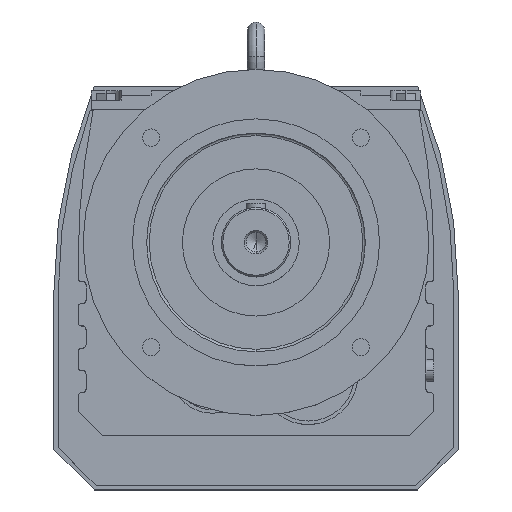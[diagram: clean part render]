
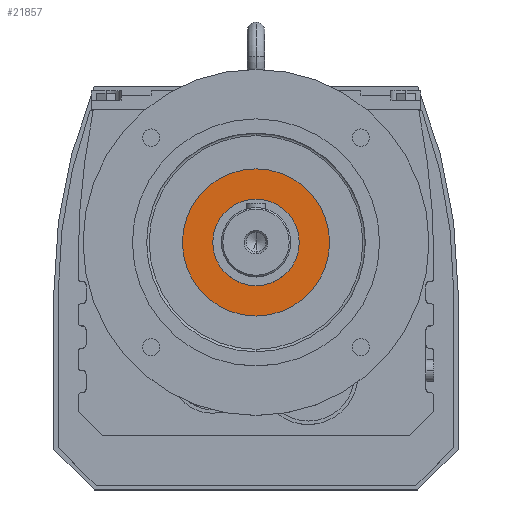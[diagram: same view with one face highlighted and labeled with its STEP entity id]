
A CAD part, top view. The second image highlights one B-rep face of the part: STEP entity #21857.
In plain terms, the highlighted planar face has unit normal (0, 0, 1).
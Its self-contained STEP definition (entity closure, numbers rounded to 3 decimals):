
#21714 = CYLINDRICAL_SURFACE('',#21715,74.419);
#21715 = AXIS2_PLACEMENT_3D('',#21716,#21717,#21718);
#21716 = CARTESIAN_POINT('',(0.,20.4,495.));
#21717 = DIRECTION('',(0.,0.,1.));
#21718 = DIRECTION('',(0.,-1.,0.));
#21744 = CYLINDRICAL_SURFACE('',#21745,74.419);
#21745 = AXIS2_PLACEMENT_3D('',#21746,#21747,#21748);
#21746 = CARTESIAN_POINT('',(0.,20.4,495.));
#21747 = DIRECTION('',(0.,0.,1.));
#21748 = DIRECTION('',(0.,-1.,0.));
#21762 = EDGE_CURVE('',#21763,#21765,#21767,.T.);
#21763 = VERTEX_POINT('',#21764);
#21764 = CARTESIAN_POINT('',(0.,-54.019,341.));
#21765 = VERTEX_POINT('',#21766);
#21766 = CARTESIAN_POINT('',(0.,94.819,341.));
#21767 = SURFACE_CURVE('',#21768,(#21773,#21779),.PCURVE_S1.);
#21768 = CIRCLE('',#21769,74.419);
#21769 = AXIS2_PLACEMENT_3D('',#21770,#21771,#21772);
#21770 = CARTESIAN_POINT('',(0.,20.4,341.));
#21771 = DIRECTION('',(0.,0.,-1.));
#21772 = DIRECTION('',(-1.,0.,0.));
#21773 = PCURVE('',#21744,#21774);
#21774 = DEFINITIONAL_REPRESENTATION('',(#21775),#21778);
#21775 = B_SPLINE_CURVE_WITH_KNOTS('',1,(#21776,#21777),.UNSPECIFIED.,
  .F.,.F.,(2,2),(4.712,7.854),
  .PIECEWISE_BEZIER_KNOTS.);
#21776 = CARTESIAN_POINT('',(6.283,-154.));
#21777 = CARTESIAN_POINT('',(3.142,-154.));
#21778 = ( GEOMETRIC_REPRESENTATION_CONTEXT(2) 
PARAMETRIC_REPRESENTATION_CONTEXT() REPRESENTATION_CONTEXT('2D SPACE',''
  ) );
#21779 = PCURVE('',#21780,#21785);
#21780 = PLANE('',#21781);
#21781 = AXIS2_PLACEMENT_3D('',#21782,#21783,#21784);
#21782 = CARTESIAN_POINT('',(-32.102,8.402,341.));
#21783 = DIRECTION('',(0.,0.,-1.));
#21784 = DIRECTION('',(-1.,0.,0.));
#21785 = DEFINITIONAL_REPRESENTATION('',(#21786),#21790);
#21786 = CIRCLE('',#21787,74.419);
#21787 = AXIS2_PLACEMENT_2D('',#21788,#21789);
#21788 = CARTESIAN_POINT('',(-32.102,11.998));
#21789 = DIRECTION('',(1.,0.));
#21790 = ( GEOMETRIC_REPRESENTATION_CONTEXT(2) 
PARAMETRIC_REPRESENTATION_CONTEXT() REPRESENTATION_CONTEXT('2D SPACE',''
  ) );
#21837 = EDGE_CURVE('',#21765,#21763,#21838,.T.);
#21838 = SURFACE_CURVE('',#21839,(#21844,#21850),.PCURVE_S1.);
#21839 = CIRCLE('',#21840,74.419);
#21840 = AXIS2_PLACEMENT_3D('',#21841,#21842,#21843);
#21841 = CARTESIAN_POINT('',(0.,20.4,341.));
#21842 = DIRECTION('',(0.,0.,-1.));
#21843 = DIRECTION('',(-1.,0.,0.));
#21844 = PCURVE('',#21714,#21845);
#21845 = DEFINITIONAL_REPRESENTATION('',(#21846),#21849);
#21846 = B_SPLINE_CURVE_WITH_KNOTS('',1,(#21847,#21848),.UNSPECIFIED.,
  .F.,.F.,(2,2),(1.571,4.712),
  .PIECEWISE_BEZIER_KNOTS.);
#21847 = CARTESIAN_POINT('',(3.142,-154.));
#21848 = CARTESIAN_POINT('',(0.,-154.));
#21849 = ( GEOMETRIC_REPRESENTATION_CONTEXT(2) 
PARAMETRIC_REPRESENTATION_CONTEXT() REPRESENTATION_CONTEXT('2D SPACE',''
  ) );
#21850 = PCURVE('',#21780,#21851);
#21851 = DEFINITIONAL_REPRESENTATION('',(#21852),#21856);
#21852 = CIRCLE('',#21853,74.419);
#21853 = AXIS2_PLACEMENT_2D('',#21854,#21855);
#21854 = CARTESIAN_POINT('',(-32.102,11.998));
#21855 = DIRECTION('',(1.,0.));
#21856 = ( GEOMETRIC_REPRESENTATION_CONTEXT(2) 
PARAMETRIC_REPRESENTATION_CONTEXT() REPRESENTATION_CONTEXT('2D SPACE',''
  ) );
#21857 = ADVANCED_FACE('',(#21858,#21924),#21780,.F.);
#21858 = FACE_BOUND('',#21859,.T.);
#21859 = EDGE_LOOP('',(#21860,#21894));
#21860 = ORIENTED_EDGE('',*,*,#21861,.F.);
#21861 = EDGE_CURVE('',#21862,#21864,#21866,.T.);
#21862 = VERTEX_POINT('',#21863);
#21863 = CARTESIAN_POINT('',(0.,-23.35,341.));
#21864 = VERTEX_POINT('',#21865);
#21865 = CARTESIAN_POINT('',(0.,64.15,341.));
#21866 = SURFACE_CURVE('',#21867,(#21872,#21883),.PCURVE_S1.);
#21867 = CIRCLE('',#21868,43.75);
#21868 = AXIS2_PLACEMENT_3D('',#21869,#21870,#21871);
#21869 = CARTESIAN_POINT('',(0.,20.4,341.));
#21870 = DIRECTION('',(0.,0.,1.));
#21871 = DIRECTION('',(-1.,0.,0.));
#21872 = PCURVE('',#21780,#21873);
#21873 = DEFINITIONAL_REPRESENTATION('',(#21874),#21882);
#21874 = ( BOUNDED_CURVE() B_SPLINE_CURVE(2,(#21875,#21876,#21877,#21878
    ,#21879,#21880,#21881),.UNSPECIFIED.,.F.,.F.) 
B_SPLINE_CURVE_WITH_KNOTS((1,2,2,2,2,1),(-2.094,0.,
    2.094,4.189,6.283,8.378),
.UNSPECIFIED.) CURVE() GEOMETRIC_REPRESENTATION_ITEM() 
RATIONAL_B_SPLINE_CURVE((1.,0.5,1.,0.5,1.,0.5,1.)) REPRESENTATION_ITEM(
  '') );
#21875 = CARTESIAN_POINT('',(11.648,11.998));
#21876 = CARTESIAN_POINT('',(11.648,-63.779));
#21877 = CARTESIAN_POINT('',(-53.977,-25.89));
#21878 = CARTESIAN_POINT('',(-119.602,11.998));
#21879 = CARTESIAN_POINT('',(-53.977,49.887));
#21880 = CARTESIAN_POINT('',(11.648,87.776));
#21881 = CARTESIAN_POINT('',(11.648,11.998));
#21882 = ( GEOMETRIC_REPRESENTATION_CONTEXT(2) 
PARAMETRIC_REPRESENTATION_CONTEXT() REPRESENTATION_CONTEXT('2D SPACE',''
  ) );
#21883 = PCURVE('',#21884,#21889);
#21884 = CYLINDRICAL_SURFACE('',#21885,43.75);
#21885 = AXIS2_PLACEMENT_3D('',#21886,#21887,#21888);
#21886 = CARTESIAN_POINT('',(0.,20.4,495.));
#21887 = DIRECTION('',(0.,0.,1.));
#21888 = DIRECTION('',(0.,-1.,0.));
#21889 = DEFINITIONAL_REPRESENTATION('',(#21890),#21893);
#21890 = B_SPLINE_CURVE_WITH_KNOTS('',1,(#21891,#21892),.UNSPECIFIED.,
  .F.,.F.,(2,2),(1.571,4.712),
  .PIECEWISE_BEZIER_KNOTS.);
#21891 = CARTESIAN_POINT('',(0.,-154.));
#21892 = CARTESIAN_POINT('',(3.142,-154.));
#21893 = ( GEOMETRIC_REPRESENTATION_CONTEXT(2) 
PARAMETRIC_REPRESENTATION_CONTEXT() REPRESENTATION_CONTEXT('2D SPACE',''
  ) );
#21894 = ORIENTED_EDGE('',*,*,#21895,.F.);
#21895 = EDGE_CURVE('',#21864,#21862,#21896,.T.);
#21896 = SURFACE_CURVE('',#21897,(#21902,#21913),.PCURVE_S1.);
#21897 = CIRCLE('',#21898,43.75);
#21898 = AXIS2_PLACEMENT_3D('',#21899,#21900,#21901);
#21899 = CARTESIAN_POINT('',(0.,20.4,341.));
#21900 = DIRECTION('',(0.,0.,1.));
#21901 = DIRECTION('',(-1.,0.,0.));
#21902 = PCURVE('',#21780,#21903);
#21903 = DEFINITIONAL_REPRESENTATION('',(#21904),#21912);
#21904 = ( BOUNDED_CURVE() B_SPLINE_CURVE(2,(#21905,#21906,#21907,#21908
    ,#21909,#21910,#21911),.UNSPECIFIED.,.F.,.F.) 
B_SPLINE_CURVE_WITH_KNOTS((1,2,2,2,2,1),(-2.094,0.,
    2.094,4.189,6.283,8.378),
.UNSPECIFIED.) CURVE() GEOMETRIC_REPRESENTATION_ITEM() 
RATIONAL_B_SPLINE_CURVE((1.,0.5,1.,0.5,1.,0.5,1.)) REPRESENTATION_ITEM(
  '') );
#21905 = CARTESIAN_POINT('',(11.648,11.998));
#21906 = CARTESIAN_POINT('',(11.648,-63.779));
#21907 = CARTESIAN_POINT('',(-53.977,-25.89));
#21908 = CARTESIAN_POINT('',(-119.602,11.998));
#21909 = CARTESIAN_POINT('',(-53.977,49.887));
#21910 = CARTESIAN_POINT('',(11.648,87.776));
#21911 = CARTESIAN_POINT('',(11.648,11.998));
#21912 = ( GEOMETRIC_REPRESENTATION_CONTEXT(2) 
PARAMETRIC_REPRESENTATION_CONTEXT() REPRESENTATION_CONTEXT('2D SPACE',''
  ) );
#21913 = PCURVE('',#21914,#21919);
#21914 = CYLINDRICAL_SURFACE('',#21915,43.75);
#21915 = AXIS2_PLACEMENT_3D('',#21916,#21917,#21918);
#21916 = CARTESIAN_POINT('',(0.,20.4,495.));
#21917 = DIRECTION('',(0.,0.,1.));
#21918 = DIRECTION('',(0.,-1.,0.));
#21919 = DEFINITIONAL_REPRESENTATION('',(#21920),#21923);
#21920 = B_SPLINE_CURVE_WITH_KNOTS('',1,(#21921,#21922),.UNSPECIFIED.,
  .F.,.F.,(2,2),(4.712,7.854),
  .PIECEWISE_BEZIER_KNOTS.);
#21921 = CARTESIAN_POINT('',(3.142,-154.));
#21922 = CARTESIAN_POINT('',(6.283,-154.));
#21923 = ( GEOMETRIC_REPRESENTATION_CONTEXT(2) 
PARAMETRIC_REPRESENTATION_CONTEXT() REPRESENTATION_CONTEXT('2D SPACE',''
  ) );
#21924 = FACE_BOUND('',#21925,.T.);
#21925 = EDGE_LOOP('',(#21926,#21927));
#21926 = ORIENTED_EDGE('',*,*,#21762,.F.);
#21927 = ORIENTED_EDGE('',*,*,#21837,.F.);
